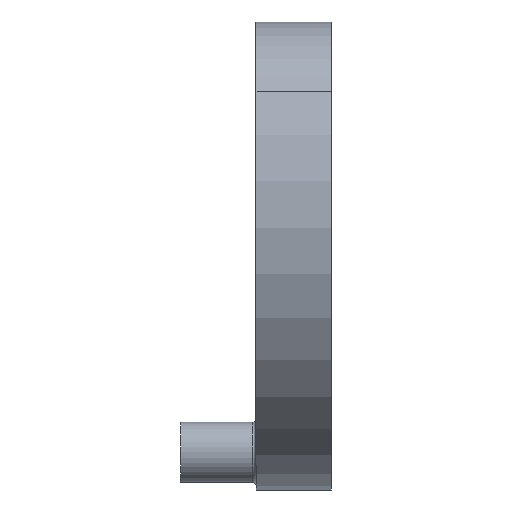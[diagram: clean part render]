
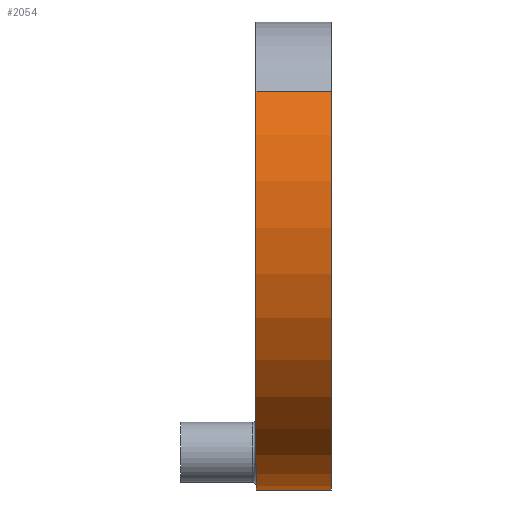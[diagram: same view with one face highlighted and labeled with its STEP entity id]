
A CAD part, left-side view. The second image highlights one B-rep face of the part: STEP entity #2054.
In plain terms, the highlighted cylindrical face has radius 9.25 mm (diameter 18.5 mm), a partial arc.
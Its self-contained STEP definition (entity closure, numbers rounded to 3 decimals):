
#26 = VECTOR ( 'NONE', #728, 1000. ) ;
#167 = CIRCLE ( 'NONE', #1036, 9.25 ) ;
#176 = CARTESIAN_POINT ( 'NONE',  ( 0., -1.25, -9.25 ) ) ;
#271 = CIRCLE ( 'NONE', #1249, 9.25 ) ;
#330 = CARTESIAN_POINT ( 'NONE',  ( 0., 1.25, -9.25 ) ) ;
#335 = DIRECTION ( 'NONE',  ( 0., -1., 0. ) ) ;
#420 = LINE ( 'NONE', #430, #26 ) ;
#430 = CARTESIAN_POINT ( 'NONE',  ( -8.357, 1.25, 3.964 ) ) ;
#458 = DIRECTION ( 'NONE',  ( 0., 1., 0. ) ) ;
#462 = CARTESIAN_POINT ( 'NONE',  ( 0., 1.25, 0. ) ) ;
#513 = DIRECTION ( 'NONE',  ( 0., 1., 0. ) ) ;
#538 = ORIENTED_EDGE ( 'NONE', *, *, #1670, .T. ) ;
#634 = ORIENTED_EDGE ( 'NONE', *, *, #1971, .T. ) ;
#643 = FACE_OUTER_BOUND ( 'NONE', #1521, .T. ) ;
#728 = DIRECTION ( 'NONE',  ( 0., 1., 0. ) ) ;
#735 = VERTEX_POINT ( 'NONE', #2037 ) ;
#757 = VECTOR ( 'NONE', #1954, 1000. ) ;
#793 = VERTEX_POINT ( 'NONE', #1607 ) ;
#837 = EDGE_CURVE ( 'NONE', #873, #735, #167, .T. ) ;
#873 = VERTEX_POINT ( 'NONE', #330 ) ;
#1036 = AXIS2_PLACEMENT_3D ( 'NONE', #462, #513, #2074 ) ;
#1097 = DIRECTION ( 'NONE',  ( 0., 0., 1. ) ) ;
#1099 = EDGE_CURVE ( 'NONE', #793, #735, #420, .T. ) ;
#1126 = CYLINDRICAL_SURFACE ( 'NONE', #1817, 9.25 ) ;
#1249 = AXIS2_PLACEMENT_3D ( 'NONE', #1902, #458, #1097 ) ;
#1319 = ORIENTED_EDGE ( 'NONE', *, *, #1099, .T. ) ;
#1462 = CARTESIAN_POINT ( 'NONE',  ( 0., 1.25, -9.25 ) ) ;
#1502 = ORIENTED_EDGE ( 'NONE', *, *, #837, .F. ) ;
#1521 = EDGE_LOOP ( 'NONE', ( #1502, #538, #634, #1319 ) ) ;
#1607 = CARTESIAN_POINT ( 'NONE',  ( -8.357, -1.25, 3.964 ) ) ;
#1632 = LINE ( 'NONE', #1462, #757 ) ;
#1635 = VERTEX_POINT ( 'NONE', #176 ) ;
#1670 = EDGE_CURVE ( 'NONE', #873, #1635, #1632, .T. ) ;
#1765 = CARTESIAN_POINT ( 'NONE',  ( 0., 1.25, 0. ) ) ;
#1817 = AXIS2_PLACEMENT_3D ( 'NONE', #1765, #335, #1977 ) ;
#1902 = CARTESIAN_POINT ( 'NONE',  ( 0., -1.25, 0. ) ) ;
#1954 = DIRECTION ( 'NONE',  ( 0., -1., 0. ) ) ;
#1971 = EDGE_CURVE ( 'NONE', #1635, #793, #271, .T. ) ;
#1977 = DIRECTION ( 'NONE',  ( 0., 0., -1. ) ) ;
#2037 = CARTESIAN_POINT ( 'NONE',  ( -8.357, 1.25, 3.964 ) ) ;
#2054 = ADVANCED_FACE ( 'NONE', ( #643 ), #1126, .T. ) ;
#2074 = DIRECTION ( 'NONE',  ( 0., 0., 1. ) ) ;
